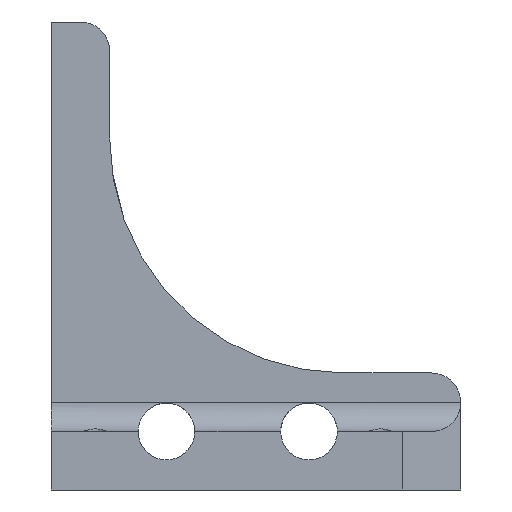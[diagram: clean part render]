
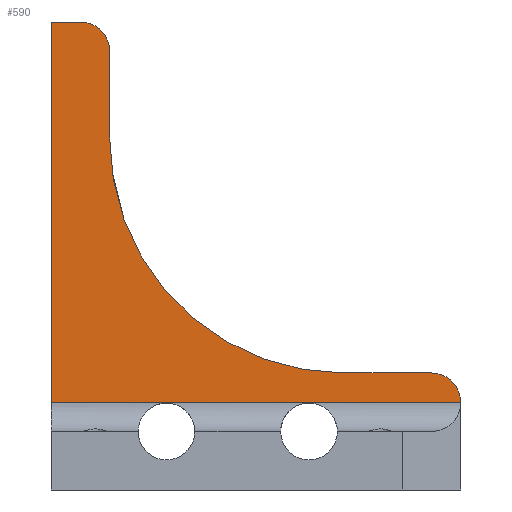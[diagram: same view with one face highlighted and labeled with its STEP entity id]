
A CAD part, left-side view. The second image highlights one B-rep face of the part: STEP entity #590.
In plain terms, the highlighted planar face has unit normal (-1, 0, 0).
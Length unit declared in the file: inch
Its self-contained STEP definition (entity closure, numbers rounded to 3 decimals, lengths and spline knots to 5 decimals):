
#36=PLANE('',#669);
#62=FACE_OUTER_BOUND('',#95,.T.);
#95=EDGE_LOOP('',(#547,#548,#549,#550,#551,#552,#553,#554));
#111=LINE('',#947,#158);
#131=LINE('',#1096,#178);
#140=LINE('',#1114,#187);
#143=LINE('',#1120,#190);
#147=LINE('',#1135,#194);
#158=VECTOR('',#704,0.3937);
#178=VECTOR('',#786,0.3937);
#187=VECTOR('',#801,0.3937);
#190=VECTOR('',#806,0.3937);
#194=VECTOR('',#824,0.3937);
#225=CIRCLE('',#660,0.25);
#226=CIRCLE('',#662,2.);
#228=CIRCLE('',#666,0.25);
#247=VERTEX_POINT('',#944);
#248=VERTEX_POINT('',#946);
#276=VERTEX_POINT('',#1093);
#277=VERTEX_POINT('',#1095);
#283=VERTEX_POINT('',#1113);
#285=VERTEX_POINT('',#1119);
#287=VERTEX_POINT('',#1128);
#289=VERTEX_POINT('',#1134);
#311=EDGE_CURVE('',#248,#247,#111,.T.);
#354=EDGE_CURVE('',#277,#276,#131,.T.);
#363=EDGE_CURVE('',#283,#248,#140,.T.);
#366=EDGE_CURVE('',#285,#283,#143,.T.);
#370=EDGE_CURVE('',#276,#285,#225,.T.);
#371=EDGE_CURVE('',#287,#277,#226,.T.);
#374=EDGE_CURVE('',#289,#287,#147,.T.);
#377=EDGE_CURVE('',#247,#289,#228,.T.);
#547=ORIENTED_EDGE('',*,*,#311,.T.);
#548=ORIENTED_EDGE('',*,*,#377,.T.);
#549=ORIENTED_EDGE('',*,*,#374,.T.);
#550=ORIENTED_EDGE('',*,*,#371,.T.);
#551=ORIENTED_EDGE('',*,*,#354,.T.);
#552=ORIENTED_EDGE('',*,*,#370,.T.);
#553=ORIENTED_EDGE('',*,*,#366,.T.);
#554=ORIENTED_EDGE('',*,*,#363,.T.);
#590=ADVANCED_FACE('',(#62),#36,.T.);
#660=AXIS2_PLACEMENT_3D('',#1126,#813,#814);
#662=AXIS2_PLACEMENT_3D('',#1129,#817,#818);
#666=AXIS2_PLACEMENT_3D('',#1140,#829,#830);
#669=AXIS2_PLACEMENT_3D('',#1143,#835,#836);
#704=DIRECTION('',(0.,-1.,0.));
#786=DIRECTION('',(0.,0.,1.));
#801=DIRECTION('',(0.,0.,-1.));
#806=DIRECTION('',(0.,1.,0.));
#813=DIRECTION('center_axis',(-1.,0.,0.));
#814=DIRECTION('ref_axis',(0.,-1.,0.));
#817=DIRECTION('center_axis',(1.,0.,0.));
#818=DIRECTION('ref_axis',(0.,-1.,0.));
#824=DIRECTION('',(0.,1.,0.));
#829=DIRECTION('center_axis',(-1.,0.,0.));
#830=DIRECTION('ref_axis',(0.,-1.,0.));
#835=DIRECTION('center_axis',(-1.,0.,0.));
#836=DIRECTION('ref_axis',(0.,0.,1.));
#944=CARTESIAN_POINT('',(0.,-3.5,0.75));
#946=CARTESIAN_POINT('',(0.,0.,0.75));
#947=CARTESIAN_POINT('',(0.,-1.75,0.75));
#1093=CARTESIAN_POINT('',(0.,-0.5,3.75));
#1095=CARTESIAN_POINT('',(0.,-0.5,3.));
#1096=CARTESIAN_POINT('',(0.,-0.5,3.));
#1113=CARTESIAN_POINT('',(0.,0.,4.));
#1114=CARTESIAN_POINT('',(0.,0.,4.));
#1119=CARTESIAN_POINT('',(0.,-0.25,4.));
#1120=CARTESIAN_POINT('',(0.,-0.25,4.));
#1126=CARTESIAN_POINT('Origin',(0.,-0.25,3.75));
#1128=CARTESIAN_POINT('',(0.,-2.5,1.));
#1129=CARTESIAN_POINT('Origin',(0.,-2.5,3.));
#1134=CARTESIAN_POINT('',(0.,-3.25,1.));
#1135=CARTESIAN_POINT('',(0.,-3.25,1.));
#1140=CARTESIAN_POINT('Origin',(0.,-3.25,0.75));
#1143=CARTESIAN_POINT('Origin',(0.,-1.75,2.));
